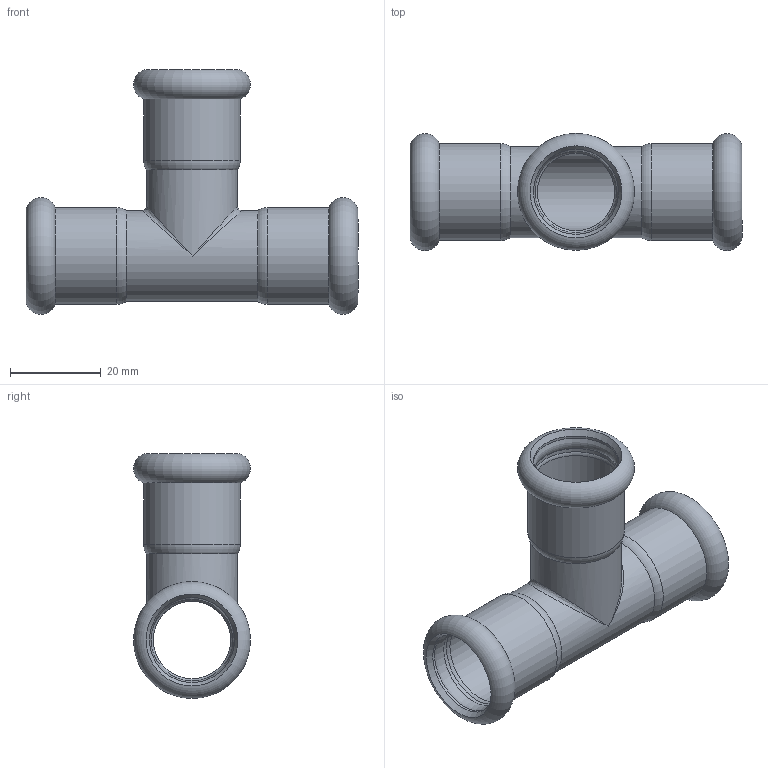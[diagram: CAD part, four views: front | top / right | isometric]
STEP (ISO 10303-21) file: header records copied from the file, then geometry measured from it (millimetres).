
FILE_DESCRIPTION(/* description */ ('TEE NORMALE De18'),/* implementation_level */ '2;1');
FILE_NAME(/* name */ '182018000_Inoxpres.stp',/* time_stamp */ '2022-10-11T09:49:04+02:00',/* author */ ('Vault'),/* organization */ ('Raccorderie metalliche s.p.a. '),/* preprocessor_version */ 'ST-DEVELOPER v18.1',/* originating_system */ 'Autodesk Inventor 2020',/* authorisation */ 'Raccorderie metalliche s.p.a. ');
FILE_SCHEMA (('AUTOMOTIVE_DESIGN { 1 0 10303 214 3 1 1 }'));
Length unit declared in the file: millimetre
Products named in the file (1): 182018000_Inoxpres
Bounding box: 73 x 25.71 x 53.85 mm (x, y, z)
Volume: 11240.4 mm3; surface area: 13205.4 mm2
Topology: 1 solids, 1 shells, 42 faces, 151 edges, 104 vertices
Faces by surface type: cylinder 17, torus 15, bspline 4, plane 3, cone 3
Full cylindrical faces by diameter (mm): 17 x2, 17.6 x1, 18.3 x3, 18.7 x6, 20 x2, 21.3 x3
Entity records: 2465 total; most frequent: CARTESIAN_POINT 1051, DIRECTION 330, ORIENTED_EDGE 294, AXIS2_PLACEMENT_3D 153, EDGE_CURVE 147, CIRCLE 109, VERTEX_POINT 104, EDGE_LOOP 43
